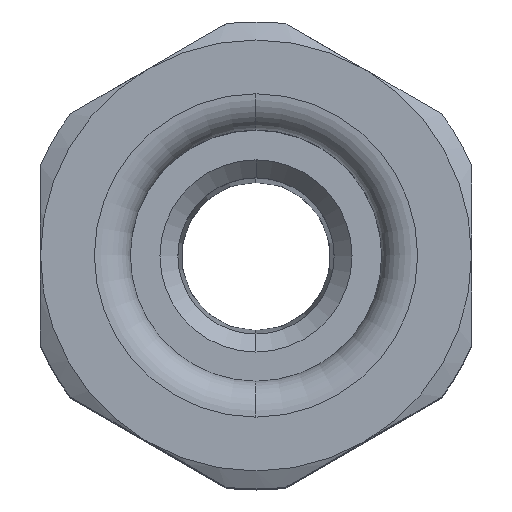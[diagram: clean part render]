
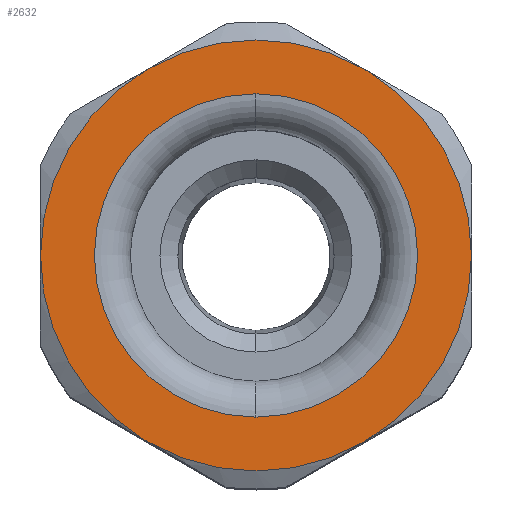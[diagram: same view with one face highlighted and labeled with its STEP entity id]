
A CAD part, top view. The second image highlights one B-rep face of the part: STEP entity #2632.
In plain terms, the highlighted planar face has unit normal (0, 0, 1).
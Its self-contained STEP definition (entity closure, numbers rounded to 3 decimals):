
#1425=AXIS2_PLACEMENT_3D('Circle Axis2P3D',#1423,#1424,$) ;
#1481=AXIS2_PLACEMENT_3D('Circle Axis2P3D',#1479,#1480,$) ;
#1557=AXIS2_PLACEMENT_3D('Circle Axis2P3D',#1555,#1556,$) ;
#1635=AXIS2_PLACEMENT_3D('Circle Axis2P3D',#1633,#1634,$) ;
#1717=AXIS2_PLACEMENT_3D('Circle Axis2P3D',#1715,#1716,$) ;
#1795=AXIS2_PLACEMENT_3D('Circle Axis2P3D',#1793,#1794,$) ;
#1833=AXIS2_PLACEMENT_3D('Circle Axis2P3D',#1831,#1832,$) ;
#1955=AXIS2_PLACEMENT_3D('Circle Axis2P3D',#1953,#1954,$) ;
#2602=AXIS2_PLACEMENT_3D('Plane Axis2P3D',#2599,#2600,#2601) ;
#2616=AXIS2_PLACEMENT_3D('Circle Axis2P3D',#2614,#2615,$) ;
#2625=AXIS2_PLACEMENT_3D('Circle Axis2P3D',#2623,#2624,$) ;
#1423=CARTESIAN_POINT('Axis2P3D Location',(12.,13.,53.75)) ;
#1427=CARTESIAN_POINT('Vertex',(5.756,2.752,53.75)) ;
#1429=CARTESIAN_POINT('Vertex',(6.,2.608,53.75)) ;
#1479=CARTESIAN_POINT('Axis2P3D Location',(12.,13.,53.75)) ;
#1483=CARTESIAN_POINT('Vertex',(18.244,23.248,53.75)) ;
#1485=CARTESIAN_POINT('Vertex',(18.,23.392,53.75)) ;
#1555=CARTESIAN_POINT('Axis2P3D Location',(12.,13.,53.75)) ;
#1559=CARTESIAN_POINT('Vertex',(24.,13.,53.75)) ;
#1628=CARTESIAN_POINT('Vertex',(6.,23.392,53.75)) ;
#1633=CARTESIAN_POINT('Axis2P3D Location',(12.,13.,53.75)) ;
#1710=CARTESIAN_POINT('Vertex',(0.,13.,53.75)) ;
#1715=CARTESIAN_POINT('Axis2P3D Location',(12.,13.,53.75)) ;
#1793=CARTESIAN_POINT('Axis2P3D Location',(12.,13.,53.75)) ;
#1826=CARTESIAN_POINT('Vertex',(18.,2.608,53.75)) ;
#1831=CARTESIAN_POINT('Axis2P3D Location',(12.,13.,53.75)) ;
#1953=CARTESIAN_POINT('Axis2P3D Location',(12.,13.,53.75)) ;
#2599=CARTESIAN_POINT('Axis2P3D Location',(12.,13.,53.75)) ;
#2614=CARTESIAN_POINT('Axis2P3D Location',(12.,13.,53.75)) ;
#2618=CARTESIAN_POINT('Vertex',(12.,22.,53.75)) ;
#2620=CARTESIAN_POINT('Vertex',(12.,4.,53.75)) ;
#2623=CARTESIAN_POINT('Axis2P3D Location',(12.,13.,53.75)) ;
#1424=DIRECTION('Axis2P3D Direction',(0.,0.,-1.)) ;
#1480=DIRECTION('Axis2P3D Direction',(0.,0.,-1.)) ;
#1556=DIRECTION('Axis2P3D Direction',(0.,0.,-1.)) ;
#1634=DIRECTION('Axis2P3D Direction',(0.,0.,-1.)) ;
#1716=DIRECTION('Axis2P3D Direction',(0.,0.,-1.)) ;
#1794=DIRECTION('Axis2P3D Direction',(0.,0.,-1.)) ;
#1832=DIRECTION('Axis2P3D Direction',(0.,0.,-1.)) ;
#1954=DIRECTION('Axis2P3D Direction',(0.,0.,-1.)) ;
#2600=DIRECTION('Axis2P3D Direction',(0.,0.,-1.)) ;
#2601=DIRECTION('Axis2P3D XDirection',(0.,1.,0.)) ;
#2615=DIRECTION('Axis2P3D Direction',(0.,0.,-1.)) ;
#2624=DIRECTION('Axis2P3D Direction',(0.,0.,-1.)) ;
#2605=ORIENTED_EDGE('',*,*,#1957,.T.) ;
#2606=ORIENTED_EDGE('',*,*,#1561,.T.) ;
#2607=ORIENTED_EDGE('',*,*,#1487,.T.) ;
#2608=ORIENTED_EDGE('',*,*,#1637,.T.) ;
#2609=ORIENTED_EDGE('',*,*,#1719,.T.) ;
#2610=ORIENTED_EDGE('',*,*,#1797,.T.) ;
#2611=ORIENTED_EDGE('',*,*,#1431,.T.) ;
#2612=ORIENTED_EDGE('',*,*,#1835,.T.) ;
#2629=ORIENTED_EDGE('',*,*,#2622,.F.) ;
#2630=ORIENTED_EDGE('',*,*,#2627,.F.) ;
#2631=FACE_BOUND('',#2628,.T.) ;
#2632=ADVANCED_FACE('A2LF_16_ENTRY BODY_1/2NPT.1\\Koerper.2',(#2613,#2631),#2603,.F.) ;
#1426=CIRCLE('generated circle',#1425,12.) ;
#1482=CIRCLE('generated circle',#1481,12.) ;
#1558=CIRCLE('generated circle',#1557,12.) ;
#1636=CIRCLE('generated circle',#1635,12.) ;
#1718=CIRCLE('generated circle',#1717,12.) ;
#1796=CIRCLE('generated circle',#1795,12.) ;
#1834=CIRCLE('generated circle',#1833,12.) ;
#1956=CIRCLE('generated circle',#1955,12.) ;
#2617=CIRCLE('generated circle',#2616,9.) ;
#2626=CIRCLE('generated circle',#2625,9.) ;
#1431=EDGE_CURVE('',#1428,#1430,#1426,.F.) ;
#1487=EDGE_CURVE('',#1484,#1486,#1482,.F.) ;
#1561=EDGE_CURVE('',#1560,#1484,#1558,.F.) ;
#1637=EDGE_CURVE('',#1486,#1629,#1636,.F.) ;
#1719=EDGE_CURVE('',#1629,#1711,#1718,.F.) ;
#1797=EDGE_CURVE('',#1711,#1428,#1796,.F.) ;
#1835=EDGE_CURVE('',#1430,#1827,#1834,.F.) ;
#1957=EDGE_CURVE('',#1827,#1560,#1956,.F.) ;
#2622=EDGE_CURVE('',#2619,#2621,#2617,.F.) ;
#2627=EDGE_CURVE('',#2621,#2619,#2626,.F.) ;
#2604=EDGE_LOOP('',(#2605,#2606,#2607,#2608,#2609,#2610,#2611,#2612)) ;
#2628=EDGE_LOOP('',(#2629,#2630)) ;
#2613=FACE_OUTER_BOUND('',#2604,.T.) ;
#2603=PLANE('',#2602) ;
#1428=VERTEX_POINT('',#1427) ;
#1430=VERTEX_POINT('',#1429) ;
#1484=VERTEX_POINT('',#1483) ;
#1486=VERTEX_POINT('',#1485) ;
#1560=VERTEX_POINT('',#1559) ;
#1629=VERTEX_POINT('',#1628) ;
#1711=VERTEX_POINT('',#1710) ;
#1827=VERTEX_POINT('',#1826) ;
#2619=VERTEX_POINT('',#2618) ;
#2621=VERTEX_POINT('',#2620) ;
